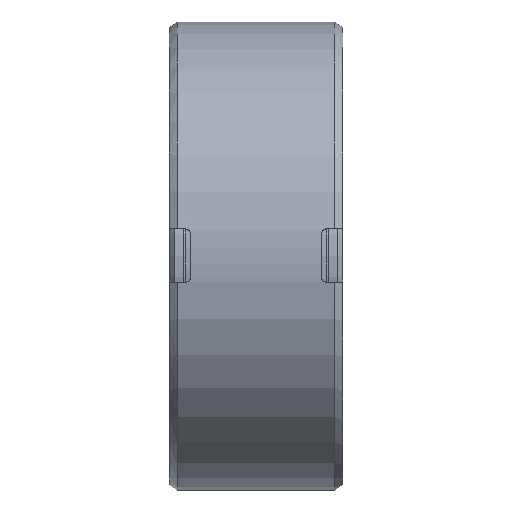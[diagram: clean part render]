
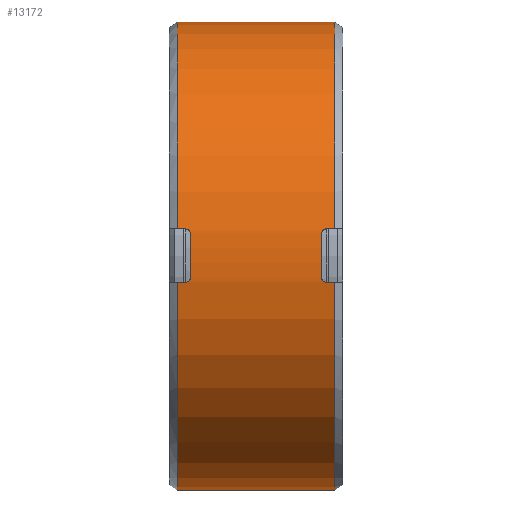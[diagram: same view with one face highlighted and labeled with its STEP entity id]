
A CAD part, top view. The second image highlights one B-rep face of the part: STEP entity #13172.
In plain terms, the highlighted cylindrical face has radius 17.5 mm (diameter 35 mm), a partial arc.
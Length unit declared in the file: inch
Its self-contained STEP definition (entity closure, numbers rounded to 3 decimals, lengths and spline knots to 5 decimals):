
#11601=DIRECTION('',(-1.,0.,0.));
#11602=VECTOR('',#11601,0.46457);
#11603=CARTESIAN_POINT('',(0.23228,-0.68898,0.));
#11604=LINE('',#11603,#11602);
#11631=DIRECTION('',(1.,0.,0.));
#11632=VECTOR('',#11631,0.46457);
#11633=CARTESIAN_POINT('',(-0.23228,0.68898,
0.));
#11634=LINE('',#11633,#11632);
#11692=CARTESIAN_POINT('',(-0.23228,0.,0.));
#11693=DIRECTION('',(-1.,0.,0.));
#11694=DIRECTION('',(0.,0.114,0.993));
#11695=AXIS2_PLACEMENT_3D('',#11692,#11693,#11694);
#11705=CARTESIAN_POINT('',(0.19291,0.06299,
0.68609));
#11706=CARTESIAN_POINT('',(0.19291,0.06471,
0.68593));
#11707=CARTESIAN_POINT('',(0.19345,0.06794,
0.68562));
#11708=CARTESIAN_POINT('',(0.19572,0.07242,
0.68516));
#11709=CARTESIAN_POINT('',(0.19925,0.07594,
0.68478));
#11710=CARTESIAN_POINT('',(0.20373,0.07821,
0.68452));
#11711=CARTESIAN_POINT('',(0.20695,0.07874,
0.68446));
#11712=CARTESIAN_POINT('',(0.20866,0.07874,
0.68446));
#11714=CARTESIAN_POINT('',(0.20866,-0.07874,
0.68446));
#11715=CARTESIAN_POINT('',(0.20696,-0.07874,
0.68446));
#11716=CARTESIAN_POINT('',(0.20374,-0.07821,
0.68452));
#11717=CARTESIAN_POINT('',(0.19926,-0.07595,
0.68478));
#11718=CARTESIAN_POINT('',(0.19574,-0.07244,
0.68516));
#11719=CARTESIAN_POINT('',(0.19345,-0.06796,
0.68562));
#11720=CARTESIAN_POINT('',(0.19291,-0.06471,
0.68593));
#11721=CARTESIAN_POINT('',(0.19291,-0.06299,
0.68609));
#11723=DIRECTION('',(-1.,0.,0.));
#11724=VECTOR('',#11723,0.02362);
#11725=CARTESIAN_POINT('',(0.23228,-0.07874,
0.68446));
#11726=LINE('',#11725,#11724);
#11727=DIRECTION('',(-1.,0.,0.));
#11728=VECTOR('',#11727,0.02362);
#11729=CARTESIAN_POINT('',(-0.20866,-0.07874,
0.68446));
#11730=LINE('',#11729,#11728);
#11731=DIRECTION('',(1.,0.,0.));
#11732=VECTOR('',#11731,0.02362);
#11733=CARTESIAN_POINT('',(-0.23228,0.07874,
0.68446));
#11734=LINE('',#11733,#11732);
#11735=DIRECTION('',(1.,0.,0.));
#11736=VECTOR('',#11735,0.02362);
#11737=CARTESIAN_POINT('',(0.20866,0.07874,
0.68446));
#11738=LINE('',#11737,#11736);
#11870=CARTESIAN_POINT('',(0.23228,0.,0.));
#11871=DIRECTION('',(1.,0.,0.));
#11872=DIRECTION('',(0.,1.,0.));
#11873=AXIS2_PLACEMENT_3D('',#11870,#11871,#11872);
#11966=CARTESIAN_POINT('',(0.23228,0.,0.));
#11967=DIRECTION('',(1.,0.,0.));
#11968=DIRECTION('',(0.,-0.114,0.993));
#11969=AXIS2_PLACEMENT_3D('',#11966,#11967,#11968);
#11992=CARTESIAN_POINT('',(0.19291,0.,0.));
#11993=DIRECTION('',(1.,0.,0.));
#11994=DIRECTION('',(0.,0.091,0.996));
#11995=AXIS2_PLACEMENT_3D('',#11992,#11993,#11994);
#12386=CARTESIAN_POINT('',(-0.23228,0.,0.));
#12387=DIRECTION('',(-1.,0.,0.));
#12388=DIRECTION('',(0.,-1.,0.));
#12389=AXIS2_PLACEMENT_3D('',#12386,#12387,#12388);
#12420=CARTESIAN_POINT('',(-0.20866,-0.07874,
0.68446));
#12421=CARTESIAN_POINT('',(-0.20702,-0.07874,
0.68446));
#12422=CARTESIAN_POINT('',(-0.20373,-0.07822,
0.68452));
#12423=CARTESIAN_POINT('',(-0.19927,-0.07596,
0.68478));
#12424=CARTESIAN_POINT('',(-0.19572,-0.07242,
0.68516));
#12425=CARTESIAN_POINT('',(-0.19344,-0.06796,
0.68562));
#12426=CARTESIAN_POINT('',(-0.19291,-0.06465,
0.68594));
#12427=CARTESIAN_POINT('',(-0.19291,-0.06299,
0.68609));
#12438=CARTESIAN_POINT('',(-0.19291,0.,0.));
#12439=DIRECTION('',(-1.,0.,0.));
#12440=DIRECTION('',(0.,-0.091,0.996));
#12441=AXIS2_PLACEMENT_3D('',#12438,#12439,#12440);
#12456=CARTESIAN_POINT('',(-0.19291,0.06299,
0.68609));
#12457=CARTESIAN_POINT('',(-0.19291,0.06465,
0.68594));
#12458=CARTESIAN_POINT('',(-0.19344,0.06796,
0.68562));
#12459=CARTESIAN_POINT('',(-0.19572,0.07242,
0.68516));
#12460=CARTESIAN_POINT('',(-0.19927,0.07596,
0.68478));
#12461=CARTESIAN_POINT('',(-0.20373,0.07822,
0.68452));
#12462=CARTESIAN_POINT('',(-0.20702,0.07874,
0.68446));
#12463=CARTESIAN_POINT('',(-0.20866,0.07874,
0.68446));
#12632=CARTESIAN_POINT('',(-0.20866,-0.07874,
0.68446));
#12633=VERTEX_POINT('',#12632);
#12638=CARTESIAN_POINT('',(-0.19291,-0.06299,
0.68609));
#12639=VERTEX_POINT('',#12638);
#12640=CARTESIAN_POINT('',(-0.23228,-0.07874,
0.68446));
#12641=VERTEX_POINT('',#12640);
#12648=CARTESIAN_POINT('',(-0.19291,0.06299,
0.68609));
#12649=VERTEX_POINT('',#12648);
#12656=CARTESIAN_POINT('',(-0.23228,0.07874,
0.68446));
#12657=CARTESIAN_POINT('',(-0.20866,0.07874,
0.68446));
#12658=VERTEX_POINT('',#12656);
#12659=VERTEX_POINT('',#12657);
#12662=CARTESIAN_POINT('',(-0.23228,-0.68898,0.));
#12663=VERTEX_POINT('',#12662);
#12669=CARTESIAN_POINT('',(0.23228,-0.68898,0.));
#12670=VERTEX_POINT('',#12669);
#12671=VERTEX_POINT('',#11705);
#12672=VERTEX_POINT('',#11712);
#12680=CARTESIAN_POINT('',(-0.23228,0.68898,
0.));
#12681=VERTEX_POINT('',#12680);
#12682=CARTESIAN_POINT('',(0.23228,-0.07874,
0.68446));
#12683=VERTEX_POINT('',#12682);
#12684=CARTESIAN_POINT('',(0.23228,0.07874,
0.68446));
#12685=VERTEX_POINT('',#12684);
#12686=CARTESIAN_POINT('',(0.19291,-0.06299,
0.68609));
#12687=VERTEX_POINT('',#12686);
#12697=CARTESIAN_POINT('',(0.23228,0.68898,
0.));
#12698=VERTEX_POINT('',#12697);
#12699=CARTESIAN_POINT('',(0.20866,-0.07874,
0.68446));
#12700=VERTEX_POINT('',#12699);
#13137=CARTESIAN_POINT('',(-0.25591,0.,0.));
#13138=DIRECTION('',(1.,0.,0.));
#13139=DIRECTION('',(0.,-1.,0.));
#13140=AXIS2_PLACEMENT_3D('',#13137,#13138,#13139);
#13141=CYLINDRICAL_SURFACE('',#13140,0.68898);
#13143=ORIENTED_EDGE('',*,*,#13142,.F.);
#13145=ORIENTED_EDGE('',*,*,#13144,.T.);
#13147=ORIENTED_EDGE('',*,*,#13146,.F.);
#13149=ORIENTED_EDGE('',*,*,#13148,.F.);
#13151=ORIENTED_EDGE('',*,*,#13150,.T.);
#13152=ORIENTED_EDGE('',*,*,#13039,.T.);
#13154=ORIENTED_EDGE('',*,*,#13153,.T.);
#13156=ORIENTED_EDGE('',*,*,#13155,.F.);
#13158=ORIENTED_EDGE('',*,*,#13157,.T.);
#13160=ORIENTED_EDGE('',*,*,#13159,.T.);
#13162=ORIENTED_EDGE('',*,*,#13161,.T.);
#13163=ORIENTED_EDGE('',*,*,#13120,.F.);
#13164=ORIENTED_EDGE('',*,*,#13110,.T.);
#13165=ORIENTED_EDGE('',*,*,#13055,.T.);
#13167=ORIENTED_EDGE('',*,*,#13166,.T.);
#13169=ORIENTED_EDGE('',*,*,#13168,.F.);
#13170=EDGE_LOOP('',(#13143,#13145,#13147,#13149,#13151,#13152,#13154,#13156,
#13158,#13160,#13162,#13163,#13164,#13165,#13167,#13169));
#13171=FACE_OUTER_BOUND('',#13170,.F.);
#11696=CIRCLE('',#11695,0.68898);
#11713=B_SPLINE_CURVE_WITH_KNOTS('',3,(#11705,#11706,#11707,#11708,#11709,
#11710,#11711,#11712),.UNSPECIFIED.,.F.,.F.,(4,1,1,1,1,4),(0.,0.2,0.4,
0.6,0.8,1.),.UNSPECIFIED.);
#11722=B_SPLINE_CURVE_WITH_KNOTS('',3,(#11714,#11715,#11716,#11717,#11718,
#11719,#11720,#11721),.UNSPECIFIED.,.F.,.F.,(4,1,1,1,1,4),(0.,0.2,0.4,
0.6,0.8,1.),.UNSPECIFIED.);
#11874=CIRCLE('',#11873,0.68898);
#11970=CIRCLE('',#11969,0.68898);
#11996=CIRCLE('',#11995,0.68898);
#12390=CIRCLE('',#12389,0.68898);
#12428=B_SPLINE_CURVE_WITH_KNOTS('',3,(#12420,#12421,#12422,#12423,#12424,
#12425,#12426,#12427),.UNSPECIFIED.,.F.,.F.,(4,1,1,1,1,4),(0.,0.2,0.4,
0.6,0.8,1.),.UNSPECIFIED.);
#12442=CIRCLE('',#12441,0.68898);
#12464=B_SPLINE_CURVE_WITH_KNOTS('',3,(#12456,#12457,#12458,#12459,#12460,
#12461,#12462,#12463),.UNSPECIFIED.,.F.,.F.,(4,1,1,1,1,4),(0.,0.2,0.4,
0.6,0.8,1.),.UNSPECIFIED.);
#13039=EDGE_CURVE('',#12670,#12663,#11604,.T.);
#13055=EDGE_CURVE('',#12681,#12698,#11634,.T.);
#13110=EDGE_CURVE('',#12658,#12681,#11696,.T.);
#13120=EDGE_CURVE('',#12658,#12659,#11734,.T.);
#13142=EDGE_CURVE('',#12671,#12672,#11713,.T.);
#13144=EDGE_CURVE('',#12671,#12687,#11996,.T.);
#13146=EDGE_CURVE('',#12700,#12687,#11722,.T.);
#13148=EDGE_CURVE('',#12683,#12700,#11726,.T.);
#13150=EDGE_CURVE('',#12683,#12670,#11970,.T.);
#13153=EDGE_CURVE('',#12663,#12641,#12390,.T.);
#13155=EDGE_CURVE('',#12633,#12641,#11730,.T.);
#13157=EDGE_CURVE('',#12633,#12639,#12428,.T.);
#13159=EDGE_CURVE('',#12639,#12649,#12442,.T.);
#13161=EDGE_CURVE('',#12649,#12659,#12464,.T.);
#13166=EDGE_CURVE('',#12698,#12685,#11874,.T.);
#13168=EDGE_CURVE('',#12672,#12685,#11738,.T.);
#13172=ADVANCED_FACE('',(#13171),#13141,.T.);
